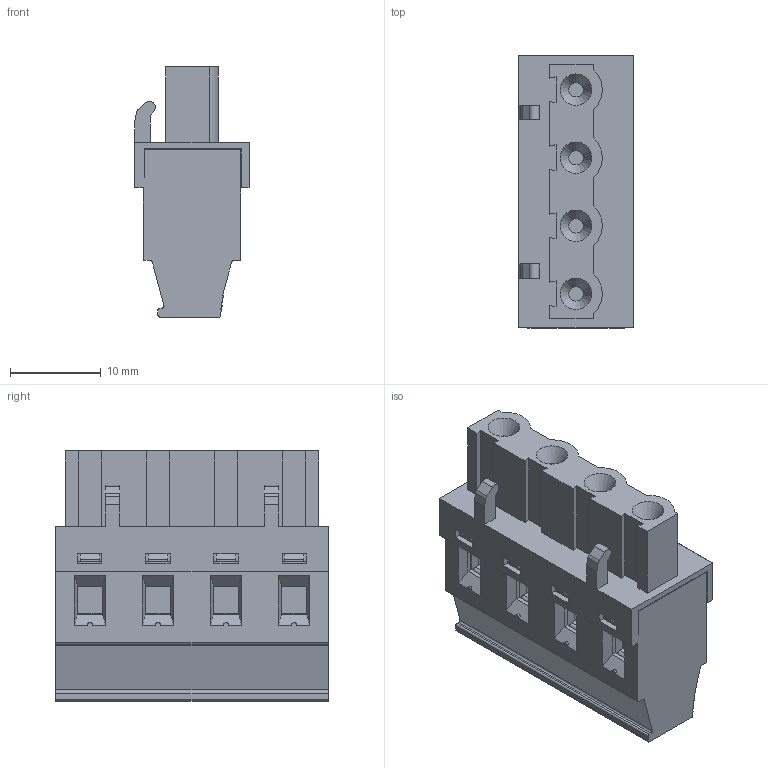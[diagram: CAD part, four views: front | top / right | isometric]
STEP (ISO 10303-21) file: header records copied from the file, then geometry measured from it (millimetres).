
FILE_DESCRIPTION( ( 'STEP AP203' ), '1' );
FILE_NAME( 'SV04-7,5-F.stp', ' ', ( ' ' ), ( ' ' ), 'PSStep 15.0.49', 'VISI 20.0', ' ' );
FILE_SCHEMA( ( 'AUTOMOTIVE_DESIGN { 1 0 10303 214 1 1 1 1 }' ) );
Length unit declared in the file: millimetre
Products named in the file (1): 1
Bounding box: 12.58 x 30 x 27.58 mm (x, y, z)
Volume: 5980.2 mm3; surface area: 6095.9 mm2
Topology: 1 solids, 5 shells, 405 faces, 1155 edges, 759 vertices
Faces by surface type: plane 351, cylinder 50, cone 4
Full cylindrical faces by diameter (mm): 1.588 x4, 3.97 x4
Entity records: 16163 total; most frequent: CARTESIAN_POINT 2310, ORIENTED_EDGE 2264, DIRECTION 2048, EDGE_CURVE 1132, LINE 1012, VECTOR 1012, VERTEX_POINT 748, AXIS2_PLACEMENT_3D 518
